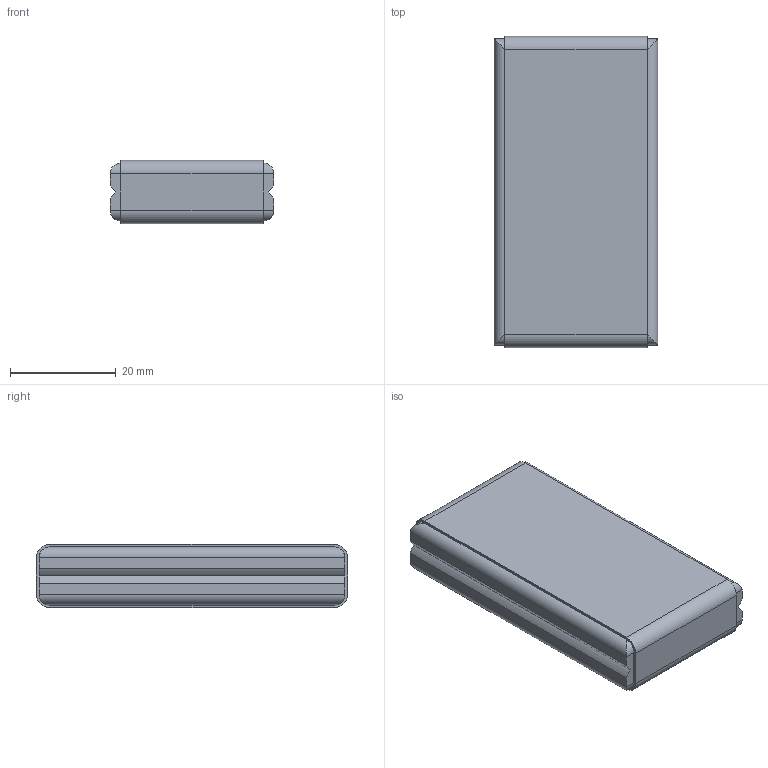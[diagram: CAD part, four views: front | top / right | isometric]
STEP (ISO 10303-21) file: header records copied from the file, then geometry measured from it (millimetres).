
FILE_DESCRIPTION(('FreeCAD Model'),'2;1');
FILE_NAME( 'Ce_1344145.step', '2021-03-24T00:01:19',('Author'),(''), 'Open CASCADE STEP processor 7.3','FreeCAD','Unknown');
FILE_SCHEMA(('AUTOMOTIVE_DESIGN { 1 0 10303 214 1 1 1 1 }'));
Length unit declared in the file: millimetre
Products named in the file (1): Ce_1344145
Bounding box: 31 x 59 x 12 mm (x, y, z)
Volume: 21171.2 mm3; surface area: 12801.5 mm2
Topology: 2 solids, 2 shells, 38 faces, 94 edges, 60 vertices
Faces by surface type: cylinder 20, plane 18
Entity records: 2881 total; most frequent: CARTESIAN_POINT 686, DIRECTION 366, LINE 210, VECTOR 210, ORIENTED_EDGE 188, PCURVE 188, DEFINITIONAL_REPRESENTATION 188, EDGE_CURVE 94
